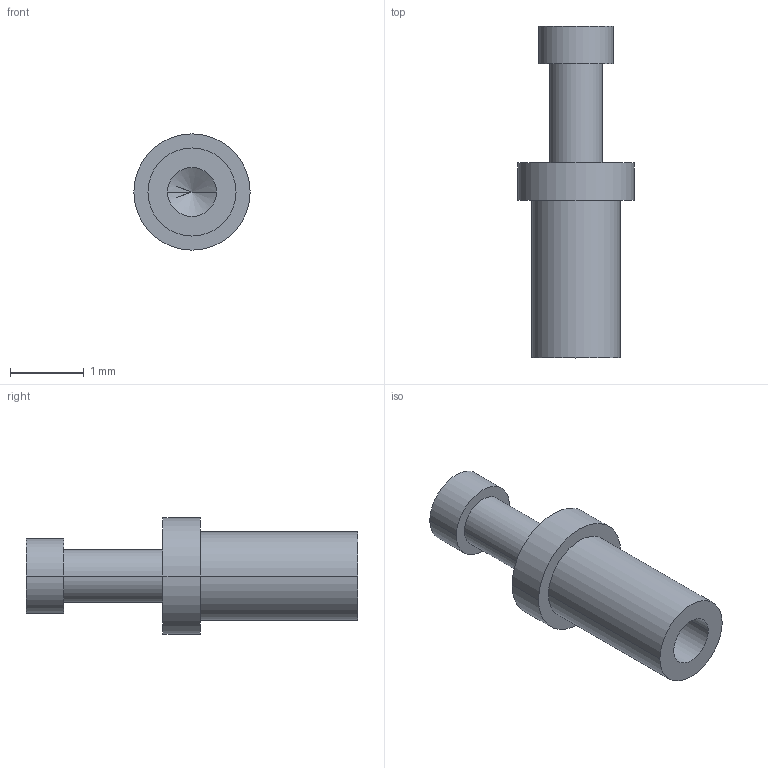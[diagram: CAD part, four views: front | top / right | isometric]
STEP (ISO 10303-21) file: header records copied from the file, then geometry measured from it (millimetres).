
FILE_DESCRIPTION (( 'STEP AP214' ), '1' );
FILE_NAME ('1528-2.STEP', '2007-12-11T15:44:26', ( 'Richard Maletta' ), ( '' ), 'SwSTEP 2.0', 'SolidWorks 2007', '' );
FILE_SCHEMA (( 'AUTOMOTIVE_DESIGN' ));
Length unit declared in the file: inch
Products named in the file (1): 1528-2
Bounding box: 1.57 x 4.5 x 1.57 mm (x, y, z)
Volume: 4 mm3; surface area: 21.6 mm2
Topology: 1 solids, 1 shells, 17 faces, 34 edges, 21 vertices
Faces by surface type: cylinder 10, plane 5, cone 2
Entity records: 465 total; most frequent: DIRECTION 88, CARTESIAN_POINT 71, ORIENTED_EDGE 64, AXIS2_PLACEMENT_3D 38, EDGE_CURVE 32, EDGE_LOOP 21, VERTEX_POINT 21, CIRCLE 20
